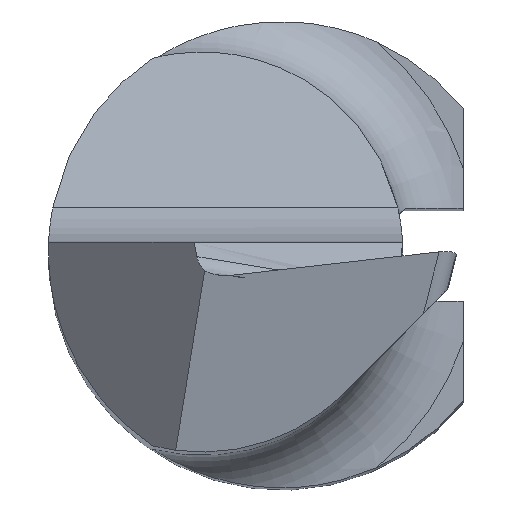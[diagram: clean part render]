
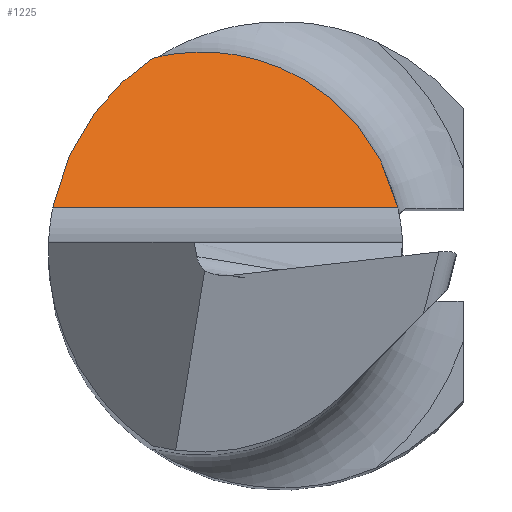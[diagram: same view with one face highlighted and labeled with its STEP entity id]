
A CAD part, top view. The second image highlights one B-rep face of the part: STEP entity #1225.
In plain terms, the highlighted planar face has unit normal (0, 0.766, 0.643).
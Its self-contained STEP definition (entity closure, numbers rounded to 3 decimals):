
#69 = VECTOR ( 'NONE', #380, 1000. ) ;
#75 = CARTESIAN_POINT ( 'NONE',  ( -1.382, 2.083, 29.082 ) ) ;
#100 = LINE ( 'NONE', #385, #69 ) ;
#115 = ORIENTED_EDGE ( 'NONE', *, *, #360, .F. ) ;
#176 = CARTESIAN_POINT ( 'NONE',  ( -0.135, 2.402, 28.702 ) ) ;
#191 =( BOUNDED_CURVE ( )  B_SPLINE_CURVE ( 3, ( #359, #1031, #176, #538 ),
 .UNSPECIFIED., .F., .T. ) 
 B_SPLINE_CURVE_WITH_KNOTS ( ( 4, 4 ),
 ( 4.935, 6.533 ),
 .UNSPECIFIED. ) 
 CURVE ( )  GEOMETRIC_REPRESENTATION_ITEM ( )  RATIONAL_B_SPLINE_CURVE ( ( 1., 0.798, 0.798, 1. ) ) 
 REPRESENTATION_ITEM ( '' )  );
#247 = CARTESIAN_POINT ( 'NONE',  ( -1.382, 2.083, 29.082 ) ) ;
#286 = EDGE_CURVE ( 'NONE', #294, #381, #191, .T. ) ;
#294 = VERTEX_POINT ( 'NONE', #649 ) ;
#323 = ORIENTED_EDGE ( 'NONE', *, *, #286, .T. ) ;
#358 = ORIENTED_EDGE ( 'NONE', *, *, #425, .T. ) ;
#359 = CARTESIAN_POINT ( 'NONE',  ( 1.247, 0.474, 30.999 ) ) ;
#360 = EDGE_CURVE ( 'NONE', #903, #381, #637, .T. ) ;
#380 = DIRECTION ( 'NONE',  ( 1., 0., 0. ) ) ;
#381 = VERTEX_POINT ( 'NONE', #75 ) ;
#385 = CARTESIAN_POINT ( 'NONE',  ( -2.5, 0.474, 30.999 ) ) ;
#425 = EDGE_CURVE ( 'NONE', #903, #294, #100, .T. ) ;
#527 = EDGE_LOOP ( 'NONE', ( #358, #323, #115 ) ) ;
#538 = CARTESIAN_POINT ( 'NONE',  ( -1.382, 2.083, 29.082 ) ) ;
#637 =( BOUNDED_CURVE ( )  B_SPLINE_CURVE ( 3, ( #1190, #1100, #1023, #247 ),
 .UNSPECIFIED., .F., .T. ) 
 B_SPLINE_CURVE_WITH_KNOTS ( ( 4, 4 ),
 ( 4.903, 5.697 ),
 .UNSPECIFIED. ) 
 CURVE ( )  GEOMETRIC_REPRESENTATION_ITEM ( )  RATIONAL_B_SPLINE_CURVE ( ( 1., 0.948, 0.948, 1. ) ) 
 REPRESENTATION_ITEM ( '' )  );
#644 = DIRECTION ( 'NONE',  ( 0., 0.643, -0.766 ) ) ;
#649 = CARTESIAN_POINT ( 'NONE',  ( 1.247, 0.474, 30.999 ) ) ;
#736 = FACE_OUTER_BOUND ( 'NONE', #527, .T. ) ;
#743 = AXIS2_PLACEMENT_3D ( 'NONE', #938, #1126, #644 ) ;
#903 = VERTEX_POINT ( 'NONE', #972 ) ;
#920 = PLANE ( 'NONE',  #743 ) ;
#938 = CARTESIAN_POINT ( 'NONE',  ( -2.5, 0.474, 30.999 ) ) ;
#972 = CARTESIAN_POINT ( 'NONE',  ( -2.455, 0.474, 30.999 ) ) ;
#1023 = CARTESIAN_POINT ( 'NONE',  ( -1.949, 1.707, 29.53 ) ) ;
#1031 = CARTESIAN_POINT ( 'NONE',  ( 0.963, 1.73, 29.503 ) ) ;
#1100 = CARTESIAN_POINT ( 'NONE',  ( -2.326, 1.142, 30.204 ) ) ;
#1126 = DIRECTION ( 'NONE',  ( 0., -0.766, -0.643 ) ) ;
#1190 = CARTESIAN_POINT ( 'NONE',  ( -2.455, 0.474, 30.999 ) ) ;
#1225 = ADVANCED_FACE ( 'NONE', ( #736 ), #920, .F. ) ;
